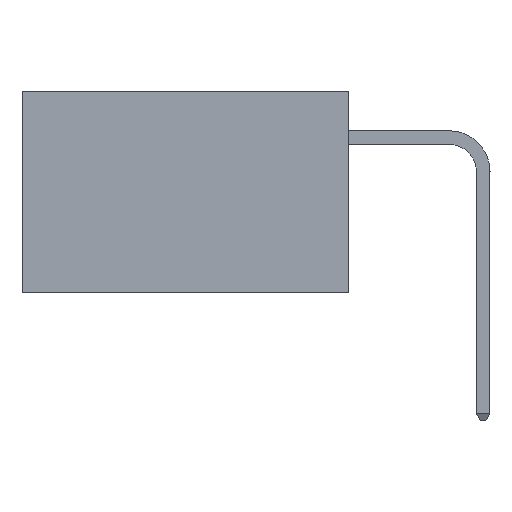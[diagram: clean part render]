
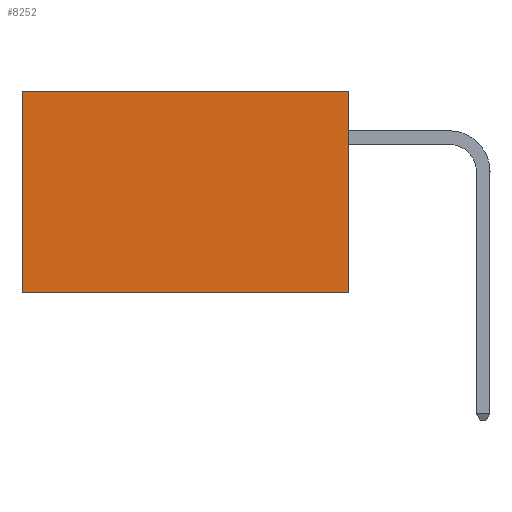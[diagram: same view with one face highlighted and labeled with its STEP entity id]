
A CAD part, left-side view. The second image highlights one B-rep face of the part: STEP entity #8252.
In plain terms, the highlighted planar face has unit normal (-1, 0, 0).
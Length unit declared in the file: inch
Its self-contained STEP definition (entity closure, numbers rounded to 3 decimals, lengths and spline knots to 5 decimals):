
#545 = CARTESIAN_POINT ( 'NONE',  ( 0.2875, 0., 0. ) ) ;
#762 = DIRECTION ( 'NONE',  ( 0., 1., 0. ) ) ;
#2486 = ORIENTED_EDGE ( 'NONE', *, *, #12619, .F. ) ;
#3838 = VERTEX_POINT ( 'NONE', #13348 ) ;
#4046 = ORIENTED_EDGE ( 'NONE', *, *, #22051, .T. ) ;
#4115 = DIRECTION ( 'NONE',  ( 1., 0., 0. ) ) ;
#6526 = FACE_OUTER_BOUND ( 'NONE', #16892, .T. ) ;
#7087 = VECTOR ( 'NONE', #26058, 39.37008 ) ;
#7627 = VERTEX_POINT ( 'NONE', #16890 ) ;
#8252 = ADVANCED_FACE ( 'NONE', ( #6526 ), #34420, .F. ) ;
#9227 = AXIS2_PLACEMENT_3D ( 'NONE', #21013, #4115, #23738 ) ;
#10303 = EDGE_CURVE ( 'NONE', #3838, #32974, #29294, .T. ) ;
#12329 = CARTESIAN_POINT ( 'NONE',  ( 0.2875, 0., 0. ) ) ;
#12481 = CARTESIAN_POINT ( 'NONE',  ( 0.2875, 0.6, -0.37 ) ) ;
#12619 = EDGE_CURVE ( 'NONE', #7627, #3838, #35406, .T. ) ;
#13348 = CARTESIAN_POINT ( 'NONE',  ( 0.2875, 0., -0.37 ) ) ;
#13677 = CARTESIAN_POINT ( 'NONE',  ( 0.2875, 0.6, 0. ) ) ;
#14482 = VECTOR ( 'NONE', #28560, 39.37008 ) ;
#15096 = CARTESIAN_POINT ( 'NONE',  ( 0.2875, 0., -0.37 ) ) ;
#16890 = CARTESIAN_POINT ( 'NONE',  ( 0.2875, 0., 0. ) ) ;
#16892 = EDGE_LOOP ( 'NONE', ( #18718, #24785, #2486, #4046 ) ) ;
#17939 = VECTOR ( 'NONE', #25869, 39.37008 ) ;
#18718 = ORIENTED_EDGE ( 'NONE', *, *, #29009, .T. ) ;
#21013 = CARTESIAN_POINT ( 'NONE',  ( 0.2875, 0., 0. ) ) ;
#22051 = EDGE_CURVE ( 'NONE', #7627, #23607, #26005, .T. ) ;
#23607 = VERTEX_POINT ( 'NONE', #13677 ) ;
#23738 = DIRECTION ( 'NONE',  ( 0., 0., -1. ) ) ;
#24785 = ORIENTED_EDGE ( 'NONE', *, *, #10303, .F. ) ;
#25828 = CARTESIAN_POINT ( 'NONE',  ( 0.2875, 0.6, 0. ) ) ;
#25869 = DIRECTION ( 'NONE',  ( 0., 1., 0. ) ) ;
#26005 = LINE ( 'NONE', #545, #17939 ) ;
#26058 = DIRECTION ( 'NONE',  ( 0., 0., -1. ) ) ;
#28478 = VECTOR ( 'NONE', #762, 39.37008 ) ;
#28560 = DIRECTION ( 'NONE',  ( 0., 0., -1. ) ) ;
#29009 = EDGE_CURVE ( 'NONE', #23607, #32974, #30665, .T. ) ;
#29294 = LINE ( 'NONE', #15096, #28478 ) ;
#30665 = LINE ( 'NONE', #25828, #14482 ) ;
#32974 = VERTEX_POINT ( 'NONE', #12481 ) ;
#34420 = PLANE ( 'NONE',  #9227 ) ;
#35406 = LINE ( 'NONE', #12329, #7087 ) ;
